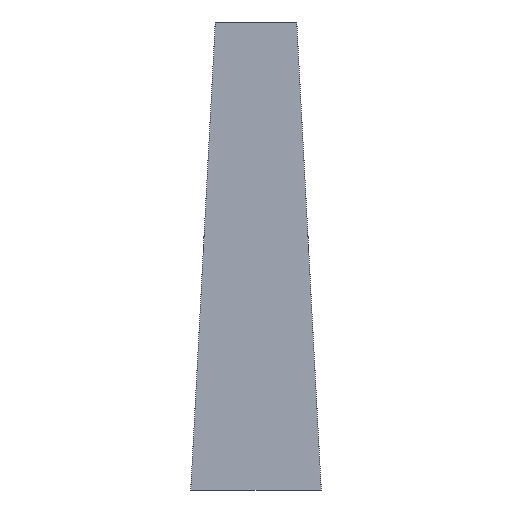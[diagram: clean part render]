
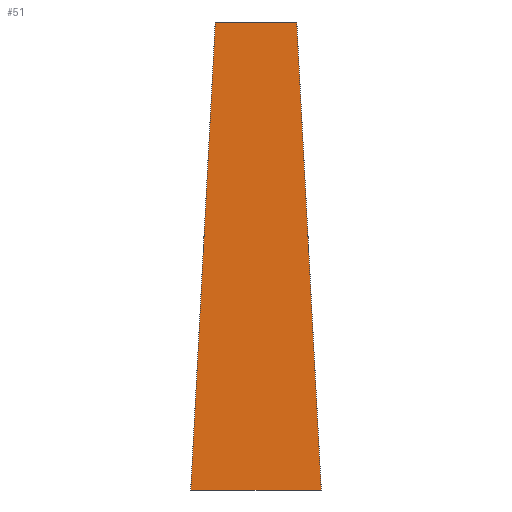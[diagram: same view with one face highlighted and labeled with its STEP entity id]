
A CAD part, front view. The second image highlights one B-rep face of the part: STEP entity #51.
In plain terms, the highlighted planar face has unit normal (0, -0.999, 0.052).
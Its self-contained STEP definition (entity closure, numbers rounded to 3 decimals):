
#26 = VECTOR ( 'NONE', #178, 1000. ) ;
#28 = VECTOR ( 'NONE', #169, 1000. ) ;
#29 = VECTOR ( 'NONE', #165, 1000. ) ;
#36 = AXIS2_PLACEMENT_3D ( 'NONE', #146, #147, #148 ) ;
#38 = VECTOR ( 'NONE', #141, 1000. ) ;
#39 = FACE_OUTER_BOUND ( 'NONE', #126, .T. ) ;
#49 = EDGE_CURVE ( 'NONE', #95, #105, #139, .T. ) ;
#51 = ADVANCED_FACE ( 'NONE', ( #39 ), #142, .T. ) ;
#57 = EDGE_CURVE ( 'NONE', #105, #98, #163, .T. ) ;
#58 = EDGE_CURVE ( 'NONE', #95, #97, #167, .T. ) ;
#61 = EDGE_CURVE ( 'NONE', #97, #98, #176, .T. ) ;
#92 = ORIENTED_EDGE ( 'NONE', *, *, #61, .T. ) ;
#95 = VERTEX_POINT ( 'NONE', #193 ) ;
#97 = VERTEX_POINT ( 'NONE', #195 ) ;
#98 = VERTEX_POINT ( 'NONE', #179 ) ;
#105 = VERTEX_POINT ( 'NONE', #198 ) ;
#106 = ORIENTED_EDGE ( 'NONE', *, *, #49, .F. ) ;
#107 = ORIENTED_EDGE ( 'NONE', *, *, #57, .F. ) ;
#108 = ORIENTED_EDGE ( 'NONE', *, *, #58, .T. ) ;
#126 = EDGE_LOOP ( 'NONE', ( #92, #107, #106, #108 ) ) ;
#139 = LINE ( 'NONE', #140, #38 ) ;
#140 = CARTESIAN_POINT ( 'NONE',  ( -13.559, 0.053, 70. ) ) ;
#141 = DIRECTION ( 'NONE',  ( 1., 0., 0. ) ) ;
#142 = PLANE ( 'NONE',  #36 ) ;
#146 = CARTESIAN_POINT ( 'NONE',  ( -13.559, -3.616, 0. ) ) ;
#147 = DIRECTION ( 'NONE',  ( 0., -0.999, 0.052 ) ) ;
#148 = DIRECTION ( 'NONE',  ( 0., -0.052, -0.999 ) ) ;
#163 = LINE ( 'NONE', #164, #29 ) ;
#164 = CARTESIAN_POINT ( 'NONE',  ( 5.932, -3.582, 0.641 ) ) ;
#165 = DIRECTION ( 'NONE',  ( 0.052, -0.052, -0.997 ) ) ;
#167 = LINE ( 'NONE', #168, #28 ) ;
#168 = CARTESIAN_POINT ( 'NONE',  ( -13.559, -3.616, 0. ) ) ;
#169 = DIRECTION ( 'NONE',  ( -0.052, -0.052, -0.997 ) ) ;
#176 = LINE ( 'NONE', #177, #26 ) ;
#177 = CARTESIAN_POINT ( 'NONE',  ( -13.559, -3.616, 0. ) ) ;
#178 = DIRECTION ( 'NONE',  ( 1., 0., 0. ) ) ;
#179 = CARTESIAN_POINT ( 'NONE',  ( 5.966, -3.616, 0. ) ) ;
#193 = CARTESIAN_POINT ( 'NONE',  ( -9.89, 0.053, 70. ) ) ;
#195 = CARTESIAN_POINT ( 'NONE',  ( -13.559, -3.616, 0. ) ) ;
#198 = CARTESIAN_POINT ( 'NONE',  ( 2.297, 0.053, 70. ) ) ;
